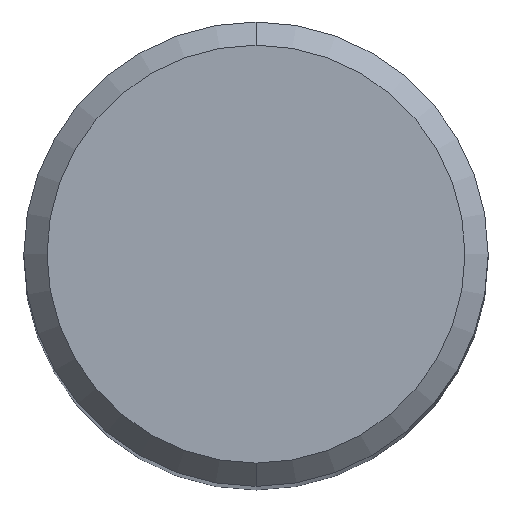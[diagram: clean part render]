
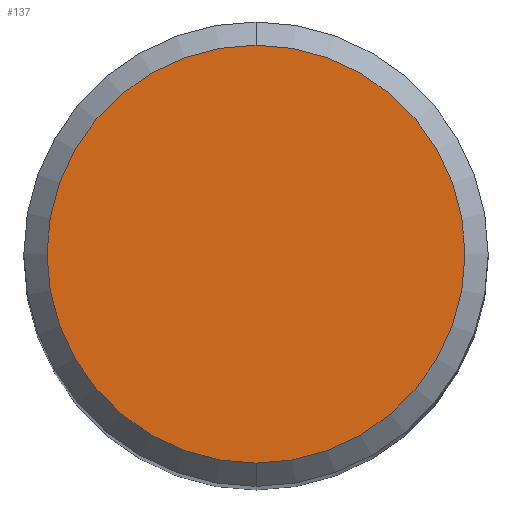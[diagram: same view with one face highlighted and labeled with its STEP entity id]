
A CAD part, top view. The second image highlights one B-rep face of the part: STEP entity #137.
In plain terms, the highlighted planar face has unit normal (0, 0, 1).
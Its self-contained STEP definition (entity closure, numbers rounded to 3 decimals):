
#137=ADVANCED_FACE('',(#291),#292,.T.);
#159=VERTEX_POINT('',#317);
#187=EDGE_CURVE('',#225,#159,#347,.T.);
#217=EDGE_CURVE('',#159,#225,#383,.T.);
#225=VERTEX_POINT('',#393);
#291=FACE_OUTER_BOUND('',#464,.T.);
#292=PLANE('',#465);
#317=CARTESIAN_POINT('',(0.0,3.6,0.0));
#347=CIRCLE('',#540,3.6);
#383=CIRCLE('',#582,3.6);
#393=CARTESIAN_POINT('',(0.,-3.6,0.0));
#464=EDGE_LOOP('',(#651,#652));
#465=AXIS2_PLACEMENT_3D('',#653,#654,#655);
#540=AXIS2_PLACEMENT_3D('',#716,#717,#718);
#582=AXIS2_PLACEMENT_3D('',#770,#771,#772);
#651=ORIENTED_EDGE('',*,*,#217,.F.);
#652=ORIENTED_EDGE('',*,*,#187,.F.);
#653=CARTESIAN_POINT('',(0.0,1.8,0.0));
#654=DIRECTION('',(-0.0,0.0,1.0));
#655=DIRECTION('',(0.0,-1.0,0.0));
#716=CARTESIAN_POINT('',(0.0,0.0,0.0));
#717=DIRECTION('',(0.0,0.0,-1.0));
#718=DIRECTION('',(0.0,1.0,0.0));
#770=CARTESIAN_POINT('',(0.0,0.0,0.0));
#771=DIRECTION('',(0.0,0.0,-1.0));
#772=DIRECTION('',(0.0,1.0,0.0));
